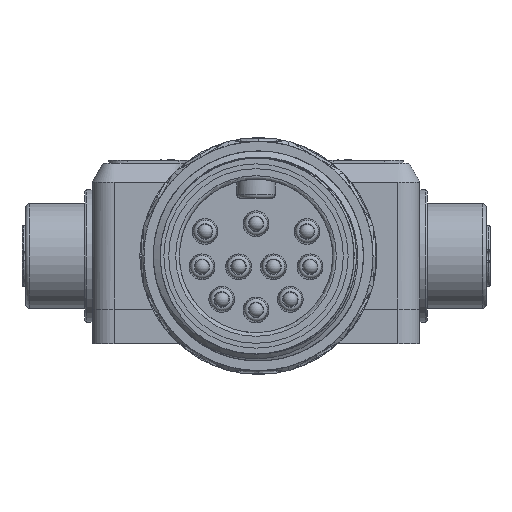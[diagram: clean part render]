
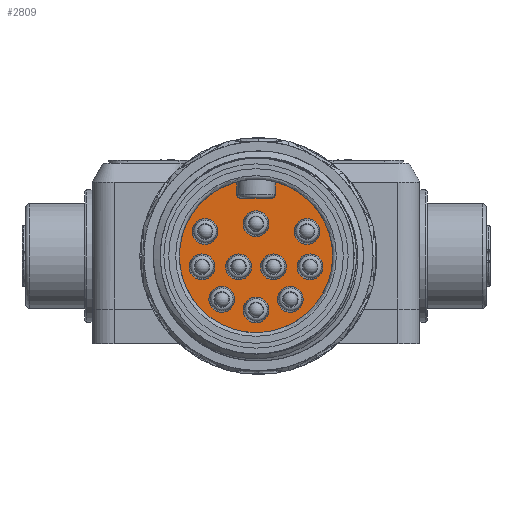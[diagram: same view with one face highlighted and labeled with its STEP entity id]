
A CAD part, front view. The second image highlights one B-rep face of the part: STEP entity #2809.
In plain terms, the highlighted planar face has unit normal (0, -1, 0).
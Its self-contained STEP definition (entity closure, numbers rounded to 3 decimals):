
#2809=ADVANCED_FACE('',(#5542,#5543,#5544,#5545,#5546,#5547,#5548,#5549,
#5550,#5551,#5552),#3180,.T.);
#3180=PLANE('',#18661);
#3746=CIRCLE('',#18628,0.5);
#3750=CIRCLE('',#18634,0.5);
#3751=CIRCLE('',#18636,1.75);
#3752=CIRCLE('',#18638,1.75);
#3753=CIRCLE('',#18640,1.75);
#3754=CIRCLE('',#18642,1.75);
#3755=CIRCLE('',#18644,1.75);
#3756=CIRCLE('',#18646,1.75);
#3757=CIRCLE('',#18648,1.75);
#3758=CIRCLE('',#18650,1.75);
#3759=CIRCLE('',#18652,1.75);
#3760=CIRCLE('',#18654,1.75);
#3762=CIRCLE('',#18660,10.4);
#4278=LINE('',#110285,#4833);
#4282=LINE('',#110331,#4837);
#4284=LINE('',#110335,#4839);
#4833=VECTOR('',#21917,1.);
#4837=VECTOR('',#21975,1.);
#4839=VECTOR('',#21979,1.);
#5542=FACE_BOUND('',#7032,.T.);
#5543=FACE_BOUND('',#7033,.T.);
#5544=FACE_BOUND('',#7034,.T.);
#5545=FACE_BOUND('',#7035,.T.);
#5546=FACE_BOUND('',#7036,.T.);
#5547=FACE_BOUND('',#7037,.T.);
#5548=FACE_BOUND('',#7038,.T.);
#5549=FACE_BOUND('',#7039,.T.);
#5550=FACE_BOUND('',#7040,.T.);
#5551=FACE_BOUND('',#7041,.T.);
#5552=FACE_BOUND('',#7042,.T.);
#7032=EDGE_LOOP('',(#11644));
#7033=EDGE_LOOP('',(#11645));
#7034=EDGE_LOOP('',(#11646));
#7035=EDGE_LOOP('',(#11647));
#7036=EDGE_LOOP('',(#11648));
#7037=EDGE_LOOP('',(#11649));
#7038=EDGE_LOOP('',(#11650));
#7039=EDGE_LOOP('',(#11651));
#7040=EDGE_LOOP('',(#11652));
#7041=EDGE_LOOP('',(#11653));
#7042=EDGE_LOOP('',(#11654,#11655,#11656,#11657,#11658,#11659));
#11644=ORIENTED_EDGE('',*,*,#15879,.T.);
#11645=ORIENTED_EDGE('',*,*,#15878,.T.);
#11646=ORIENTED_EDGE('',*,*,#15877,.T.);
#11647=ORIENTED_EDGE('',*,*,#15876,.T.);
#11648=ORIENTED_EDGE('',*,*,#15875,.F.);
#11649=ORIENTED_EDGE('',*,*,#15874,.F.);
#11650=ORIENTED_EDGE('',*,*,#15873,.F.);
#11651=ORIENTED_EDGE('',*,*,#15872,.F.);
#11652=ORIENTED_EDGE('',*,*,#15871,.F.);
#11653=ORIENTED_EDGE('',*,*,#15870,.F.);
#11654=ORIENTED_EDGE('',*,*,#15882,.F.);
#11655=ORIENTED_EDGE('',*,*,#15868,.T.);
#11656=ORIENTED_EDGE('',*,*,#15864,.F.);
#11657=ORIENTED_EDGE('',*,*,#15860,.T.);
#11658=ORIENTED_EDGE('',*,*,#15884,.F.);
#11659=ORIENTED_EDGE('',*,*,#15887,.F.);
#13513=VERTEX_POINT('',#110277);
#13514=VERTEX_POINT('',#110278);
#13517=VERTEX_POINT('',#110286);
#13520=VERTEX_POINT('',#110294);
#13521=VERTEX_POINT('',#110298);
#13522=VERTEX_POINT('',#110301);
#13523=VERTEX_POINT('',#110304);
#13524=VERTEX_POINT('',#110307);
#13525=VERTEX_POINT('',#110310);
#13526=VERTEX_POINT('',#110313);
#13527=VERTEX_POINT('',#110316);
#13528=VERTEX_POINT('',#110319);
#13529=VERTEX_POINT('',#110322);
#13530=VERTEX_POINT('',#110325);
#13532=VERTEX_POINT('',#110332);
#13533=VERTEX_POINT('',#110336);
#15860=EDGE_CURVE('',#13513,#13514,#3746,.T.);
#15864=EDGE_CURVE('',#13513,#13517,#4278,.T.);
#15868=EDGE_CURVE('',#13520,#13517,#3750,.T.);
#15870=EDGE_CURVE('',#13521,#13521,#3751,.T.);
#15871=EDGE_CURVE('',#13522,#13522,#3752,.T.);
#15872=EDGE_CURVE('',#13523,#13523,#3753,.T.);
#15873=EDGE_CURVE('',#13524,#13524,#3754,.T.);
#15874=EDGE_CURVE('',#13525,#13525,#3755,.T.);
#15875=EDGE_CURVE('',#13526,#13526,#3756,.T.);
#15876=EDGE_CURVE('',#13527,#13527,#3757,.T.);
#15877=EDGE_CURVE('',#13528,#13528,#3758,.T.);
#15878=EDGE_CURVE('',#13529,#13529,#3759,.T.);
#15879=EDGE_CURVE('',#13530,#13530,#3760,.T.);
#15882=EDGE_CURVE('',#13520,#13532,#4282,.T.);
#15884=EDGE_CURVE('',#13533,#13514,#4284,.T.);
#15887=EDGE_CURVE('',#13532,#13533,#3762,.T.);
#18628=AXIS2_PLACEMENT_3D('',#110276,#21909,#21910);
#18634=AXIS2_PLACEMENT_3D('',#110293,#21925,#21926);
#18636=AXIS2_PLACEMENT_3D('',#110297,#21930,#21931);
#18638=AXIS2_PLACEMENT_3D('',#110300,#21934,#21935);
#18640=AXIS2_PLACEMENT_3D('',#110303,#21938,#21939);
#18642=AXIS2_PLACEMENT_3D('',#110306,#21942,#21943);
#18644=AXIS2_PLACEMENT_3D('',#110309,#21946,#21947);
#18646=AXIS2_PLACEMENT_3D('',#110312,#21950,#21951);
#18648=AXIS2_PLACEMENT_3D('',#110315,#21954,#21955);
#18650=AXIS2_PLACEMENT_3D('',#110318,#21958,#21959);
#18652=AXIS2_PLACEMENT_3D('',#110321,#21962,#21963);
#18654=AXIS2_PLACEMENT_3D('',#110324,#21966,#21967);
#18660=AXIS2_PLACEMENT_3D('',#110341,#21984,#21985);
#18661=AXIS2_PLACEMENT_3D('',#110342,#21986,#21987);
#21909=DIRECTION('',(0.,1.,0.));
#21910=DIRECTION('',(0.,0.,-1.));
#21917=DIRECTION('',(1.,0.,0.));
#21925=DIRECTION('',(0.,1.,0.));
#21926=DIRECTION('',(0.,0.,-1.));
#21930=DIRECTION('',(0.,-1.,0.));
#21931=DIRECTION('',(1.,0.,0.));
#21934=DIRECTION('',(0.,-1.,0.));
#21935=DIRECTION('',(1.,0.,0.));
#21938=DIRECTION('',(0.,-1.,0.));
#21939=DIRECTION('',(1.,0.,0.));
#21942=DIRECTION('',(0.,-1.,0.));
#21943=DIRECTION('',(1.,0.,0.));
#21946=DIRECTION('',(0.,-1.,0.));
#21947=DIRECTION('',(1.,0.,0.));
#21950=DIRECTION('',(0.,-1.,0.));
#21951=DIRECTION('',(1.,0.,0.));
#21954=DIRECTION('',(0.,1.,0.));
#21955=DIRECTION('',(-1.,0.,0.));
#21958=DIRECTION('',(0.,1.,0.));
#21959=DIRECTION('',(-1.,0.,0.));
#21962=DIRECTION('',(0.,1.,0.));
#21963=DIRECTION('',(-1.,0.,0.));
#21966=DIRECTION('',(0.,1.,0.));
#21967=DIRECTION('',(-1.,0.,0.));
#21975=DIRECTION('',(0.,0.,1.));
#21979=DIRECTION('',(0.,0.,-1.));
#21984=DIRECTION('',(0.,1.,0.));
#21985=DIRECTION('',(1.,0.,0.));
#21986=DIRECTION('',(0.,-1.,0.));
#21987=DIRECTION('',(0.,0.,-1.));
#110276=CARTESIAN_POINT('',(-2.1,-112.9,20.25));
#110277=CARTESIAN_POINT('',(-2.1,-112.9,19.75));
#110278=CARTESIAN_POINT('',(-2.6,-112.9,20.25));
#110285=CARTESIAN_POINT('',(-2.6,-112.9,19.75));
#110286=CARTESIAN_POINT('',(2.1,-112.9,19.75));
#110293=CARTESIAN_POINT('',(2.1,-112.9,20.25));
#110294=CARTESIAN_POINT('',(2.6,-112.9,20.25));
#110297=CARTESIAN_POINT('',(0.,-112.9,16.27));
#110298=CARTESIAN_POINT('',(1.75,-112.9,16.27));
#110300=CARTESIAN_POINT('',(-2.36,-112.9,10.43));
#110301=CARTESIAN_POINT('',(-0.61,-112.9,10.43));
#110303=CARTESIAN_POINT('',(-6.91,-112.9,15.23));
#110304=CARTESIAN_POINT('',(-5.16,-112.9,15.23));
#110306=CARTESIAN_POINT('',(-7.34,-112.9,10.43));
#110307=CARTESIAN_POINT('',(-5.59,-112.9,10.43));
#110309=CARTESIAN_POINT('',(-4.65,-112.9,6.01));
#110310=CARTESIAN_POINT('',(-2.9,-112.9,6.01));
#110312=CARTESIAN_POINT('',(0.,-112.9,4.58));
#110313=CARTESIAN_POINT('',(1.75,-112.9,4.58));
#110315=CARTESIAN_POINT('',(4.65,-112.9,6.01));
#110316=CARTESIAN_POINT('',(2.9,-112.9,6.01));
#110318=CARTESIAN_POINT('',(7.34,-112.9,10.43));
#110319=CARTESIAN_POINT('',(5.59,-112.9,10.43));
#110321=CARTESIAN_POINT('',(6.91,-112.9,15.23));
#110322=CARTESIAN_POINT('',(5.16,-112.9,15.23));
#110324=CARTESIAN_POINT('',(2.36,-112.9,10.43));
#110325=CARTESIAN_POINT('',(0.61,-112.9,10.43));
#110331=CARTESIAN_POINT('',(2.6,-112.9,19.75));
#110332=CARTESIAN_POINT('',(2.6,-112.9,21.97));
#110335=CARTESIAN_POINT('',(-2.6,-112.9,21.97));
#110336=CARTESIAN_POINT('',(-2.6,-112.9,21.97));
#110341=CARTESIAN_POINT('',(0.,-112.9,11.9));
#110342=CARTESIAN_POINT('',(0.,-112.9,11.9));
